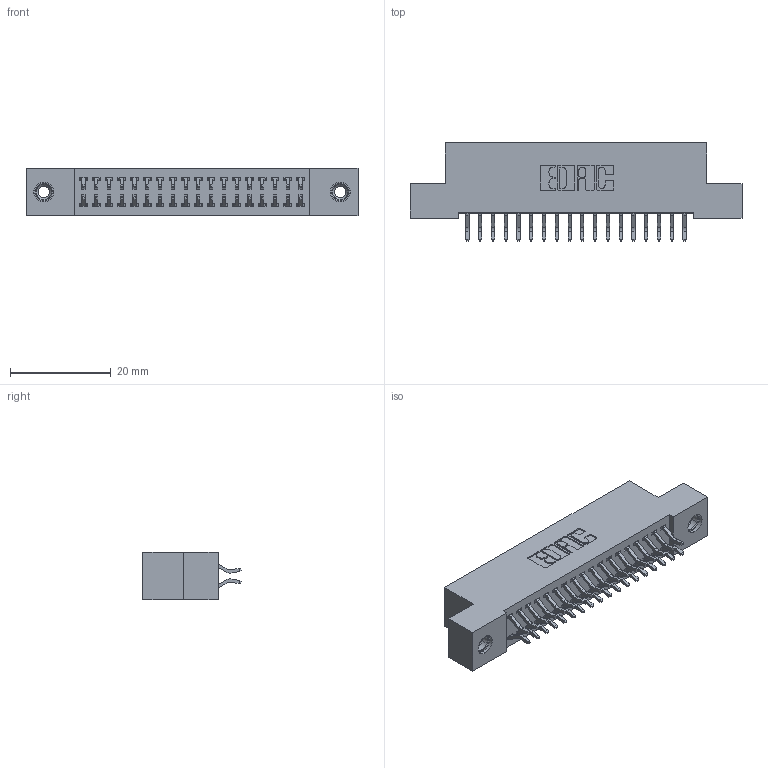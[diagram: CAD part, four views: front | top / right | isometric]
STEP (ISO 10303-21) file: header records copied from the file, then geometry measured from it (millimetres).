
FILE_DESCRIPTION (( 'STEP AP203' ), '1' );
FILE_NAME ('392-036-556-208.STEP', '2019-10-07T17:34:36', ( '' ), ( '' ), 'SwSTEP 2.0', 'SolidWorks 2016', '' );
FILE_SCHEMA (( 'CONFIG_CONTROL_DESIGN' ));
Length unit declared in the file: inch
Products named in the file (4): 342 Part_TI; 345-292-001_556 Tail; 345-250-001_345-250-003-102; 392-036-556-208
Assembly tree (39 placements, depth 2):
  392-036-556-208
    342 Part_TI
    345-292-001_556 Tail  x36
    345-250-001_345-250-003-102  x2
Bounding box: 66.04 x 19.58 x 9.4 mm (x, y, z)
Volume: 5813.5 mm3; surface area: 8846.9 mm2
Topology: 39 solids, 39 shells, 2258 faces, 6663 edges, 4386 vertices
Faces by surface type: plane 1538, cylinder 704, cone 12, torus 4
Entity records: 15958 total; most frequent: CARTESIAN_POINT 2669, ORIENTED_EDGE 2586, DIRECTION 2343, EDGE_CURVE 1293, VECTOR 1137, LINE 1137, VERTEX_POINT 856, AXIS2_PLACEMENT_3D 603
